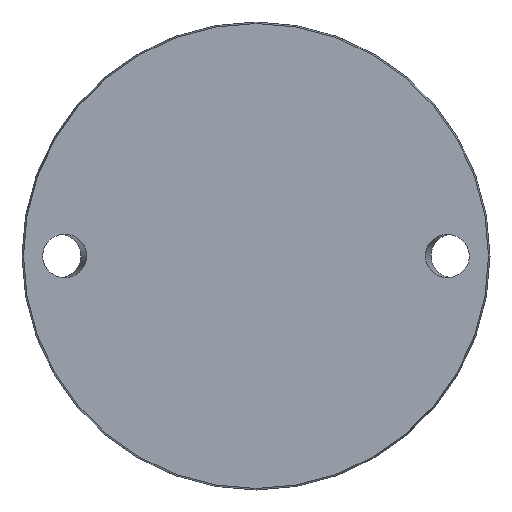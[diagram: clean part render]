
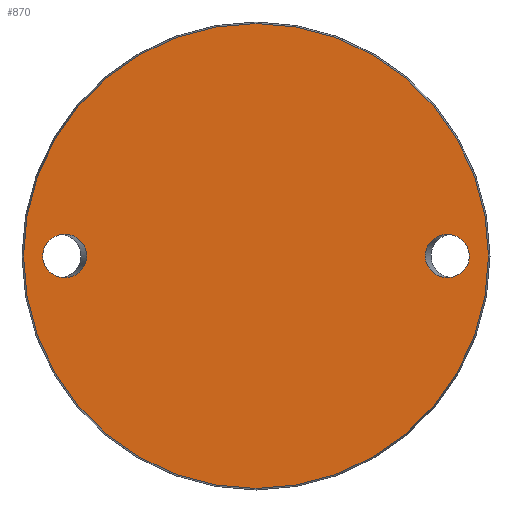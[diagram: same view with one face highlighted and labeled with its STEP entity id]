
A CAD part, front view. The second image highlights one B-rep face of the part: STEP entity #870.
In plain terms, the highlighted planar face has unit normal (0, -1, 0).
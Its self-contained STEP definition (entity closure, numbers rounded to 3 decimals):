
#15 =( BOUNDED_CURVE ( )  B_SPLINE_CURVE ( 3, ( #889, #883, #371, #894, #210, #965, #424 ),
 .UNSPECIFIED., .T., .T. ) 
 B_SPLINE_CURVE_WITH_KNOTS ( ( 4, 3, 4 ),
 ( 0., 3.142, 6.283 ),
 .UNSPECIFIED. ) 
 CURVE ( )  GEOMETRIC_REPRESENTATION_ITEM ( )  RATIONAL_B_SPLINE_CURVE ( ( 1., 0.333, 0.333, 1., 0.333, 0.333, 1. ) ) 
 REPRESENTATION_ITEM ( '' )  );
#62 = CARTESIAN_POINT ( 'NONE',  ( 64.385, 0., 0. ) ) ;
#96 = CIRCLE ( 'NONE', #191, 88.425 ) ;
#116 = FACE_OUTER_BOUND ( 'NONE', #903, .T. ) ;
#170 = FACE_BOUND ( 'NONE', #856, .T. ) ;
#191 = AXIS2_PLACEMENT_3D ( 'NONE', #842, #846, #771 ) ;
#200 = CARTESIAN_POINT ( 'NONE',  ( -64.385, 0., -16.5 ) ) ;
#206 = CARTESIAN_POINT ( 'NONE',  ( -64.385, 0., 0. ) ) ;
#210 = CARTESIAN_POINT ( 'NONE',  ( 81.115, 0., 16.5 ) ) ;
#236 = EDGE_CURVE ( 'NONE', #660, #660, #15, .T. ) ;
#241 = EDGE_LOOP ( 'NONE', ( #696 ) ) ;
#258 = DIRECTION ( 'NONE',  ( 0., 0., 1. ) ) ;
#274 = CARTESIAN_POINT ( 'NONE',  ( -64.385, 0., 16.5 ) ) ;
#362 = CARTESIAN_POINT ( 'NONE',  ( -81.115, 0., -16.5 ) ) ;
#371 = CARTESIAN_POINT ( 'NONE',  ( 81.115, 0., -16.5 ) ) ;
#373 = AXIS2_PLACEMENT_3D ( 'NONE', #710, #588, #258 ) ;
#400 = PLANE ( 'NONE',  #373 ) ;
#415 = ORIENTED_EDGE ( 'NONE', *, *, #445, .T. ) ;
#424 = CARTESIAN_POINT ( 'NONE',  ( 64.385, 0., 0. ) ) ;
#428 = VERTEX_POINT ( 'NONE', #820 ) ;
#445 = EDGE_CURVE ( 'NONE', #428, #428, #96, .T. ) ;
#467 =( BOUNDED_CURVE ( )  B_SPLINE_CURVE ( 3, ( #730, #584, #274, #206, #200, #362, #517 ),
 .UNSPECIFIED., .T., .F. ) 
 B_SPLINE_CURVE_WITH_KNOTS ( ( 4, 3, 4 ),
 ( 0., 3.142, 6.283 ),
 .UNSPECIFIED. ) 
 CURVE ( )  GEOMETRIC_REPRESENTATION_ITEM ( )  RATIONAL_B_SPLINE_CURVE ( ( 1., 0.333, 0.333, 1., 0.333, 0.333, 1. ) ) 
 REPRESENTATION_ITEM ( '' )  );
#517 = CARTESIAN_POINT ( 'NONE',  ( -81.115, 0., 0. ) ) ;
#566 = EDGE_CURVE ( 'NONE', #814, #814, #467, .T. ) ;
#584 = CARTESIAN_POINT ( 'NONE',  ( -81.115, 0., 16.5 ) ) ;
#588 = DIRECTION ( 'NONE',  ( 0., 1., 0. ) ) ;
#660 = VERTEX_POINT ( 'NONE', #62 ) ;
#696 = ORIENTED_EDGE ( 'NONE', *, *, #236, .F. ) ;
#706 = FACE_BOUND ( 'NONE', #241, .T. ) ;
#710 = CARTESIAN_POINT ( 'NONE',  ( -88.425, 0., 0. ) ) ;
#730 = CARTESIAN_POINT ( 'NONE',  ( -81.115, 0., 0. ) ) ;
#771 = DIRECTION ( 'NONE',  ( 0., 0., -1. ) ) ;
#814 = VERTEX_POINT ( 'NONE', #893 ) ;
#820 = CARTESIAN_POINT ( 'NONE',  ( 0., 0., -88.425 ) ) ;
#842 = CARTESIAN_POINT ( 'NONE',  ( 0., 0., 0. ) ) ;
#846 = DIRECTION ( 'NONE',  ( 0., -1., 0. ) ) ;
#856 = EDGE_LOOP ( 'NONE', ( #873 ) ) ;
#870 = ADVANCED_FACE ( 'NONE', ( #170, #706, #116 ), #400, .F. ) ;
#873 = ORIENTED_EDGE ( 'NONE', *, *, #566, .T. ) ;
#883 = CARTESIAN_POINT ( 'NONE',  ( 64.385, 0., -16.5 ) ) ;
#889 = CARTESIAN_POINT ( 'NONE',  ( 64.385, 0., 0. ) ) ;
#893 = CARTESIAN_POINT ( 'NONE',  ( -81.115, 0., 0. ) ) ;
#894 = CARTESIAN_POINT ( 'NONE',  ( 81.115, 0., 0. ) ) ;
#903 = EDGE_LOOP ( 'NONE', ( #415 ) ) ;
#965 = CARTESIAN_POINT ( 'NONE',  ( 64.385, 0., 16.5 ) ) ;
